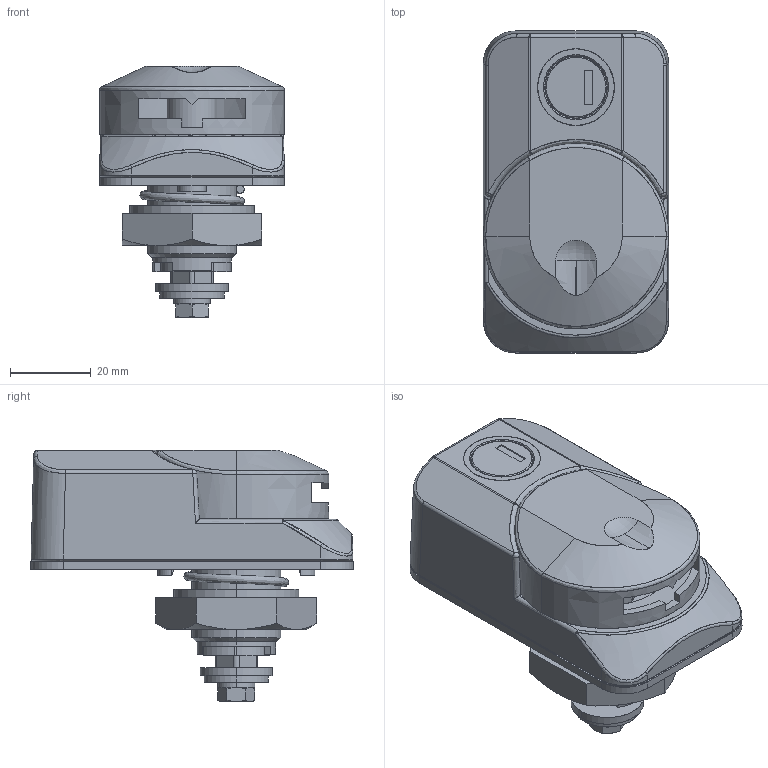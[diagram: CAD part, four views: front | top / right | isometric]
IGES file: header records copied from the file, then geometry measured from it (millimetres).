
Start section: SolidWorks IGES file using analytic representation for surfaces
Global section: file name: A-316-CY-3.IGS,15; native system: HSolidWorks 2018; preprocessor: SolidWorks 2018; author: 1337yo; date: 200128.114628; units: millimetre
Bounding box: 46 x 80 x 62.4 mm (x, y, z)
Surface area: 45558.1 mm2 (no closed solid volume)
Topology: 0 solids, 0 shells, 495 faces, 6297 edges, 6285 vertices
Faces by surface type: bspline 250, revolution 245
